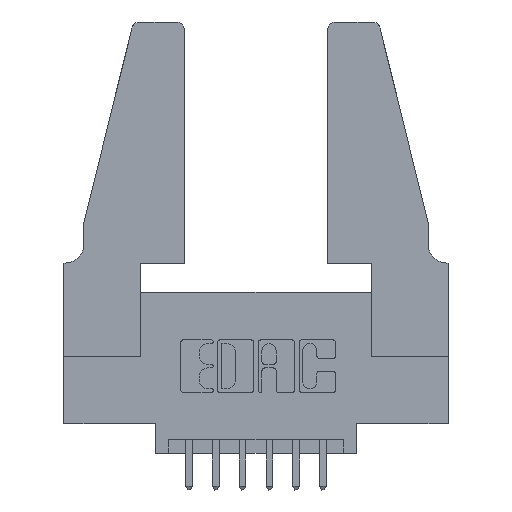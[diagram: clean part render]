
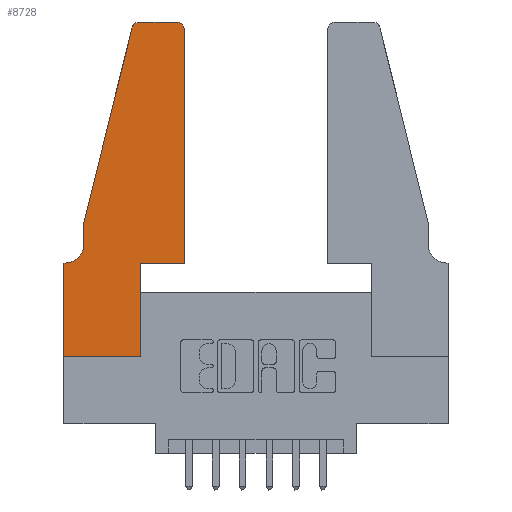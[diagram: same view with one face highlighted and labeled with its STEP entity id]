
A CAD part, top view. The second image highlights one B-rep face of the part: STEP entity #8728.
In plain terms, the highlighted planar face has unit normal (0, 0, 1).
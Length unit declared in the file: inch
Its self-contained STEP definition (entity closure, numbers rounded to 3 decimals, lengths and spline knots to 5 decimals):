
#84 = LINE ( 'NONE', #9632, #5171 ) ;
#85 = VERTEX_POINT ( 'NONE', #7693 ) ;
#139 = CARTESIAN_POINT ( 'NONE',  ( 0.0055, 0.35, 0.37 ) ) ;
#246 = CARTESIAN_POINT ( 'NONE',  ( 0.2605, 1.25, 0.37 ) ) ;
#428 = ORIENTED_EDGE ( 'NONE', *, *, #1886, .T. ) ;
#535 = VERTEX_POINT ( 'NONE', #3806 ) ;
#757 = CARTESIAN_POINT ( 'NONE',  ( 0.0055, 0.42, 0.37 ) ) ;
#773 = DIRECTION ( 'NONE',  ( 0., 1., 0. ) ) ;
#864 = EDGE_CURVE ( 'NONE', #2101, #7485, #9026, .T. ) ;
#1138 = CARTESIAN_POINT ( 'NONE',  ( 0.0755, 0.35, 0.37 ) ) ;
#1357 = EDGE_LOOP ( 'NONE', ( #9435, #7027, #4640, #9709, #2737, #428, #7898, #10263, #5767, #8191, #10531, #6047 ) ) ;
#1399 = VERTEX_POINT ( 'NONE', #139 ) ;
#1411 = LINE ( 'NONE', #1138, #6393 ) ;
#1740 = DIRECTION ( 'NONE',  ( -1., 0., 0. ) ) ;
#1766 = VECTOR ( 'NONE', #773, 39.37008 ) ;
#1780 = CARTESIAN_POINT ( 'NONE',  ( 0.4505, 0.35, 0.37 ) ) ;
#1869 = AXIS2_PLACEMENT_3D ( 'NONE', #11818, #8361, #2866 ) ;
#1886 = EDGE_CURVE ( 'NONE', #1399, #7121, #1411, .T. ) ;
#2068 = CARTESIAN_POINT ( 'NONE',  ( 0.4505, 1.22, 0.37 ) ) ;
#2101 = VERTEX_POINT ( 'NONE', #5034 ) ;
#2152 = VERTEX_POINT ( 'NONE', #11236 ) ;
#2368 = DIRECTION ( 'NONE',  ( 1., 0., 0. ) ) ;
#2397 = VERTEX_POINT ( 'NONE', #8992 ) ;
#2433 = VECTOR ( 'NONE', #11457, 39.37008 ) ;
#2597 = CARTESIAN_POINT ( 'NONE',  ( 0., 0., 0.37 ) ) ;
#2650 = EDGE_CURVE ( 'NONE', #2784, #2152, #8098, .T. ) ;
#2737 = ORIENTED_EDGE ( 'NONE', *, *, #11343, .T. ) ;
#2784 = VERTEX_POINT ( 'NONE', #2068 ) ;
#2866 = DIRECTION ( 'NONE',  ( 1., 0., 0. ) ) ;
#2988 = AXIS2_PLACEMENT_3D ( 'NONE', #5973, #4177, #11229 ) ;
#3053 = FACE_OUTER_BOUND ( 'NONE', #1357, .T. ) ;
#3498 = CARTESIAN_POINT ( 'NONE',  ( 0.0755, 0.5, 0.37 ) ) ;
#3507 = EDGE_CURVE ( 'NONE', #7121, #5048, #4111, .T. ) ;
#3806 = CARTESIAN_POINT ( 'NONE',  ( 0.0755, 0.42, 0.37 ) ) ;
#4111 = LINE ( 'NONE', #5940, #10962 ) ;
#4172 = EDGE_CURVE ( 'NONE', #7485, #8536, #9866, .T. ) ;
#4177 = DIRECTION ( 'NONE',  ( 0., 0., 1. ) ) ;
#4318 = CARTESIAN_POINT ( 'NONE',  ( 0., 0., 0.37 ) ) ;
#4499 = VECTOR ( 'NONE', #7199, 39.37008 ) ;
#4519 = VECTOR ( 'NONE', #5110, 39.37008 ) ;
#4601 = LINE ( 'NONE', #4947, #6718 ) ;
#4640 = ORIENTED_EDGE ( 'NONE', *, *, #4172, .T. ) ;
#4643 = LINE ( 'NONE', #4318, #2433 ) ;
#4814 = EDGE_CURVE ( 'NONE', #2152, #2101, #9434, .T. ) ;
#4947 = CARTESIAN_POINT ( 'NONE',  ( 0.2865, 0.35, 0.37 ) ) ;
#5034 = CARTESIAN_POINT ( 'NONE',  ( 0.284, 1.25, 0.37 ) ) ;
#5048 = VERTEX_POINT ( 'NONE', #2597 ) ;
#5067 = EDGE_CURVE ( 'NONE', #2397, #5830, #6879, .T. ) ;
#5071 = CARTESIAN_POINT ( 'NONE',  ( 0.0755, 0.5, 0.37 ) ) ;
#5110 = DIRECTION ( 'NONE',  ( -0.239, -0.971, 0. ) ) ;
#5171 = VECTOR ( 'NONE', #6903, 39.37008 ) ;
#5318 = CIRCLE ( 'NONE', #8663, 0.07 ) ;
#5547 = DIRECTION ( 'NONE',  ( -1., 0., 0. ) ) ;
#5767 = ORIENTED_EDGE ( 'NONE', *, *, #11615, .T. ) ;
#5830 = VERTEX_POINT ( 'NONE', #1780 ) ;
#5940 = CARTESIAN_POINT ( 'NONE',  ( 0., 0., 0.37 ) ) ;
#5973 = CARTESIAN_POINT ( 'NONE',  ( 0.284, 1.22, 0.37 ) ) ;
#5983 = DIRECTION ( 'NONE',  ( 0., -1., 0. ) ) ;
#6047 = ORIENTED_EDGE ( 'NONE', *, *, #2650, .T. ) ;
#6298 = CARTESIAN_POINT ( 'NONE',  ( 0.4505, 0.35, 0.37 ) ) ;
#6393 = VECTOR ( 'NONE', #5547, 39.37008 ) ;
#6456 = CARTESIAN_POINT ( 'NONE',  ( 0.4505, 0.35, 0.37 ) ) ;
#6573 = EDGE_CURVE ( 'NONE', #8536, #535, #84, .T. ) ;
#6718 = VECTOR ( 'NONE', #10288, 39.37008 ) ;
#6739 = LINE ( 'NONE', #6456, #1766 ) ;
#6853 = CARTESIAN_POINT ( 'NONE',  ( 0., 0.35, 0.37 ) ) ;
#6879 = LINE ( 'NONE', #6298, #4499 ) ;
#6903 = DIRECTION ( 'NONE',  ( 0., -1., 0. ) ) ;
#7026 = VECTOR ( 'NONE', #9542, 39.37008 ) ;
#7027 = ORIENTED_EDGE ( 'NONE', *, *, #864, .T. ) ;
#7121 = VERTEX_POINT ( 'NONE', #6853 ) ;
#7199 = DIRECTION ( 'NONE',  ( 1., 0., 0. ) ) ;
#7227 = DIRECTION ( 'NONE',  ( 0., 0., 1. ) ) ;
#7305 = DIRECTION ( 'NONE',  ( 0., 0., -1. ) ) ;
#7485 = VERTEX_POINT ( 'NONE', #8266 ) ;
#7693 = CARTESIAN_POINT ( 'NONE',  ( 0.2865, 0., 0.37 ) ) ;
#7898 = ORIENTED_EDGE ( 'NONE', *, *, #3507, .T. ) ;
#8098 = CIRCLE ( 'NONE', #10925, 0.03 ) ;
#8191 = ORIENTED_EDGE ( 'NONE', *, *, #5067, .T. ) ;
#8266 = CARTESIAN_POINT ( 'NONE',  ( 0.25487, 1.22718, 0.37 ) ) ;
#8312 = PLANE ( 'NONE',  #1869 ) ;
#8361 = DIRECTION ( 'NONE',  ( 0., 0., 1. ) ) ;
#8536 = VERTEX_POINT ( 'NONE', #3498 ) ;
#8663 = AXIS2_PLACEMENT_3D ( 'NONE', #757, #7305, #1740 ) ;
#8728 = ADVANCED_FACE ( 'NONE', ( #3053 ), #8312, .T. ) ;
#8992 = CARTESIAN_POINT ( 'NONE',  ( 0.2865, 0.35, 0.37 ) ) ;
#9026 = CIRCLE ( 'NONE', #2988, 0.03 ) ;
#9051 = CARTESIAN_POINT ( 'NONE',  ( 0.4205, 1.22, 0.37 ) ) ;
#9434 = LINE ( 'NONE', #246, #7026 ) ;
#9435 = ORIENTED_EDGE ( 'NONE', *, *, #4814, .T. ) ;
#9542 = DIRECTION ( 'NONE',  ( -1., 0., 0. ) ) ;
#9632 = CARTESIAN_POINT ( 'NONE',  ( 0.0755, 0.5, 0.37 ) ) ;
#9709 = ORIENTED_EDGE ( 'NONE', *, *, #6573, .T. ) ;
#9866 = LINE ( 'NONE', #5071, #4519 ) ;
#9891 = EDGE_CURVE ( 'NONE', #5048, #85, #4643, .T. ) ;
#10263 = ORIENTED_EDGE ( 'NONE', *, *, #9891, .T. ) ;
#10288 = DIRECTION ( 'NONE',  ( 0., 1., 0. ) ) ;
#10531 = ORIENTED_EDGE ( 'NONE', *, *, #10776, .T. ) ;
#10776 = EDGE_CURVE ( 'NONE', #5830, #2784, #6739, .T. ) ;
#10925 = AXIS2_PLACEMENT_3D ( 'NONE', #9051, #7227, #2368 ) ;
#10962 = VECTOR ( 'NONE', #5983, 39.37008 ) ;
#11229 = DIRECTION ( 'NONE',  ( 1., 0., 0. ) ) ;
#11236 = CARTESIAN_POINT ( 'NONE',  ( 0.4205, 1.25, 0.37 ) ) ;
#11343 = EDGE_CURVE ( 'NONE', #535, #1399, #5318, .T. ) ;
#11457 = DIRECTION ( 'NONE',  ( 1., 0., 0. ) ) ;
#11615 = EDGE_CURVE ( 'NONE', #85, #2397, #4601, .T. ) ;
#11818 = CARTESIAN_POINT ( 'NONE',  ( 0., 0.35, 0.37 ) ) ;
